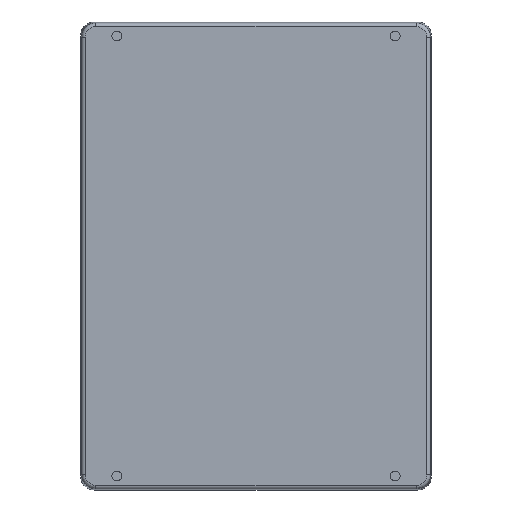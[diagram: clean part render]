
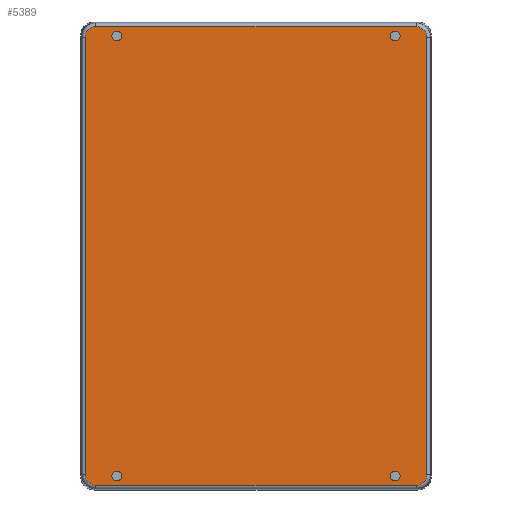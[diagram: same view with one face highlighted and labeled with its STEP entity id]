
A CAD part, left-side view. The second image highlights one B-rep face of the part: STEP entity #5389.
In plain terms, the highlighted planar face has unit normal (-1, 0, 0).
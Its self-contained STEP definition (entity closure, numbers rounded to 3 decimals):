
#177=ELLIPSE('',#6096,4.5,4.5);
#178=ELLIPSE('',#6098,4.5,4.5);
#181=ELLIPSE('',#6106,4.5,4.5);
#182=ELLIPSE('',#6108,4.5,4.5);
#396=LINE('',#9521,#692);
#398=LINE('',#9637,#694);
#399=LINE('',#9642,#695);
#401=LINE('',#9755,#697);
#692=VECTOR('',#7685,137.026);
#694=VECTOR('',#7703,187.026);
#695=VECTOR('',#7708,187.026);
#697=VECTOR('',#7724,137.026);
#871=PLANE('',#6117);
#1020=FACE_BOUND('',#1789,.T.);
#1021=FACE_BOUND('',#1790,.T.);
#1022=FACE_BOUND('',#1791,.T.);
#1023=FACE_BOUND('',#1792,.T.);
#1325=FACE_OUTER_BOUND('',#1788,.T.);
#1788=EDGE_LOOP('',(#4582,#4583,#4584,#4585,#4586,#4587,#4588,#4589));
#1789=EDGE_LOOP('',(#4590));
#1790=EDGE_LOOP('',(#4591));
#1791=EDGE_LOOP('',(#4592));
#1792=EDGE_LOOP('',(#4593));
#2129=CIRCLE('',#5887,2.1);
#2133=CIRCLE('',#5893,2.1);
#2137=CIRCLE('',#5899,2.1);
#2141=CIRCLE('',#5905,2.1);
#2558=VERTEX_POINT('',#9189);
#2562=VERTEX_POINT('',#9199);
#2566=VERTEX_POINT('',#9209);
#2570=VERTEX_POINT('',#9219);
#2655=VERTEX_POINT('',#9514);
#2658=VERTEX_POINT('',#9519);
#2659=VERTEX_POINT('',#9572);
#2662=VERTEX_POINT('',#9628);
#2663=VERTEX_POINT('',#9633);
#2666=VERTEX_POINT('',#9640);
#2667=VERTEX_POINT('',#9694);
#2670=VERTEX_POINT('',#9750);
#3190=EDGE_CURVE('',#2558,#2558,#2129,.T.);
#3194=EDGE_CURVE('',#2562,#2562,#2133,.T.);
#3198=EDGE_CURVE('',#2566,#2566,#2137,.T.);
#3202=EDGE_CURVE('',#2570,#2570,#2141,.T.);
#3320=EDGE_CURVE('',#2658,#2655,#396,.T.);
#3323=EDGE_CURVE('',#2655,#2659,#177,.T.);
#3325=EDGE_CURVE('',#2662,#2658,#178,.T.);
#3329=EDGE_CURVE('',#2659,#2663,#398,.T.);
#3331=EDGE_CURVE('',#2666,#2662,#399,.T.);
#3335=EDGE_CURVE('',#2663,#2667,#181,.T.);
#3337=EDGE_CURVE('',#2670,#2666,#182,.T.);
#3339=EDGE_CURVE('',#2667,#2670,#401,.T.);
#4582=ORIENTED_EDGE('',*,*,#3320,.F.);
#4583=ORIENTED_EDGE('',*,*,#3325,.F.);
#4584=ORIENTED_EDGE('',*,*,#3331,.F.);
#4585=ORIENTED_EDGE('',*,*,#3337,.F.);
#4586=ORIENTED_EDGE('',*,*,#3339,.F.);
#4587=ORIENTED_EDGE('',*,*,#3335,.F.);
#4588=ORIENTED_EDGE('',*,*,#3329,.F.);
#4589=ORIENTED_EDGE('',*,*,#3323,.F.);
#4590=ORIENTED_EDGE('',*,*,#3190,.T.);
#4591=ORIENTED_EDGE('',*,*,#3194,.T.);
#4592=ORIENTED_EDGE('',*,*,#3198,.T.);
#4593=ORIENTED_EDGE('',*,*,#3202,.T.);
#5389=ADVANCED_FACE('',(#1325,#1020,#1021,#1022,#1023),#871,.T.);
#5887=AXIS2_PLACEMENT_3D('',#9190,#7247,#7248);
#5893=AXIS2_PLACEMENT_3D('',#9200,#7259,#7260);
#5899=AXIS2_PLACEMENT_3D('',#9210,#7271,#7272);
#5905=AXIS2_PLACEMENT_3D('',#9220,#7283,#7284);
#6096=AXIS2_PLACEMENT_3D('',#9576,#7690,#7691);
#6098=AXIS2_PLACEMENT_3D('',#9630,#7694,#7695);
#6106=AXIS2_PLACEMENT_3D('',#9698,#7714,#7715);
#6108=AXIS2_PLACEMENT_3D('',#9752,#7718,#7719);
#6117=AXIS2_PLACEMENT_3D('',#9775,#7745,#7746);
#7247=DIRECTION('center_axis',(1.,0.,0.));
#7248=DIRECTION('ref_axis',(0.,0.,-1.));
#7259=DIRECTION('center_axis',(1.,0.,0.));
#7260=DIRECTION('ref_axis',(0.,0.,-1.));
#7271=DIRECTION('center_axis',(1.,0.,0.));
#7272=DIRECTION('ref_axis',(0.,0.,-1.));
#7283=DIRECTION('center_axis',(1.,0.,0.));
#7284=DIRECTION('ref_axis',(0.,0.,-1.));
#7685=DIRECTION('',(0.,-1.,0.));
#7690=DIRECTION('center_axis',(1.,0.,0.));
#7691=DIRECTION('ref_axis',(0.,-0.707,0.707));
#7694=DIRECTION('center_axis',(1.,0.,0.));
#7695=DIRECTION('ref_axis',(0.,0.707,0.707));
#7703=DIRECTION('',(0.,0.,-1.));
#7708=DIRECTION('',(0.,0.,1.));
#7714=DIRECTION('center_axis',(1.,0.,0.));
#7715=DIRECTION('ref_axis',(0.,-0.707,-0.707));
#7718=DIRECTION('center_axis',(1.,0.,0.));
#7719=DIRECTION('ref_axis',(0.,0.707,-0.707));
#7724=DIRECTION('',(0.,1.,0.));
#7745=DIRECTION('center_axis',(-1.,0.,0.));
#7746=DIRECTION('ref_axis',(0.,0.,1.));
#9189=CARTESIAN_POINT('',(0.005,-59.495,96.1));
#9190=CARTESIAN_POINT('Origin',(0.005,-59.495,94.));
#9199=CARTESIAN_POINT('',(0.005,-59.495,-91.9));
#9200=CARTESIAN_POINT('Origin',(0.005,-59.495,-94.));
#9209=CARTESIAN_POINT('',(0.005,59.505,96.1));
#9210=CARTESIAN_POINT('Origin',(0.005,59.505,94.));
#9219=CARTESIAN_POINT('',(0.005,59.505,-91.9));
#9220=CARTESIAN_POINT('Origin',(0.005,59.505,-94.));
#9514=CARTESIAN_POINT('',(0.005,-68.508,98.013));
#9519=CARTESIAN_POINT('',(0.005,68.518,98.013));
#9521=CARTESIAN_POINT('',(0.005,68.518,98.013));
#9572=CARTESIAN_POINT('',(0.005,-73.008,93.513));
#9576=CARTESIAN_POINT('Origin',(0.005,-68.508,93.513));
#9628=CARTESIAN_POINT('',(0.005,73.017,93.513));
#9630=CARTESIAN_POINT('Origin',(0.005,68.517,93.513));
#9633=CARTESIAN_POINT('',(0.005,-73.008,-93.513));
#9637=CARTESIAN_POINT('',(0.005,-73.008,93.513));
#9640=CARTESIAN_POINT('',(0.005,73.017,-93.513));
#9642=CARTESIAN_POINT('',(0.005,73.017,-93.513));
#9694=CARTESIAN_POINT('',(0.005,-68.508,-98.013));
#9698=CARTESIAN_POINT('Origin',(0.005,-68.508,-93.513));
#9750=CARTESIAN_POINT('',(0.005,68.518,-98.013));
#9752=CARTESIAN_POINT('Origin',(0.005,68.517,-93.513));
#9755=CARTESIAN_POINT('',(0.005,-68.508,-98.013));
#9775=CARTESIAN_POINT('Origin',(0.005,-74.495,-100.));
